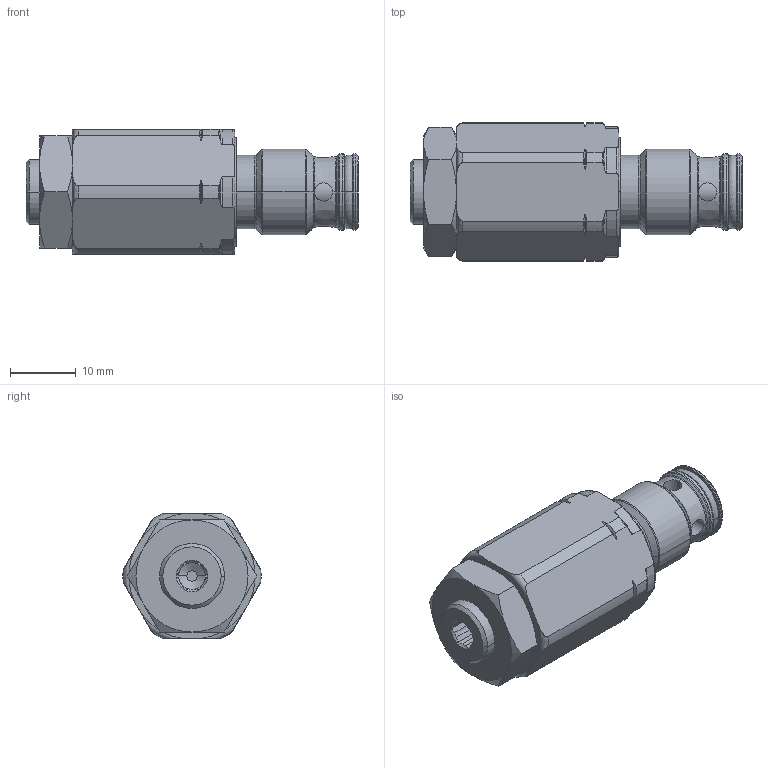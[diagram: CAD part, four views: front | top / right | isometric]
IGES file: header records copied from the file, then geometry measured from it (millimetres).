
Start section:  PTC IGES file: ilcm47044352.igs
Global section: file name: ilcm47044352.igs; native system: Creo Parametric by Parametric Technology Corporation; preprocessor: 2013320; author: act; organization: Unknown; date: 20180907.104359; units: millimetre
Bounding box: 50.38 x 20.95 x 19 mm (x, y, z)
Surface area: 3724.3 mm2 (no closed solid volume)
Topology: 0 solids, 0 shells, 217 faces, 1615 edges, 2085 vertices
Faces by surface type: revolution 176, bspline 41
